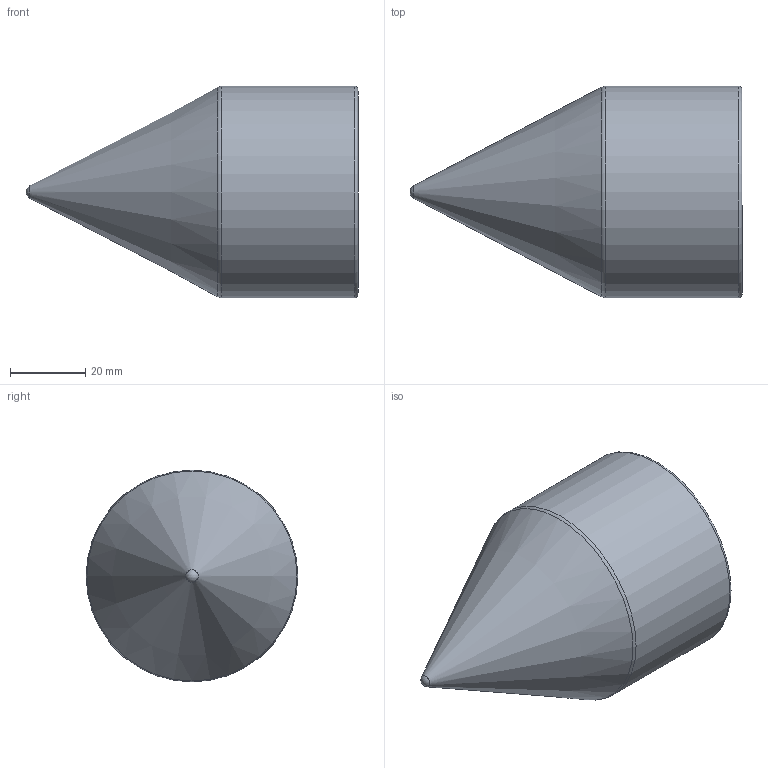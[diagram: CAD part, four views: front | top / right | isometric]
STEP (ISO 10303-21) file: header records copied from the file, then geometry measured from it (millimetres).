
FILE_DESCRIPTION(/* description */ ('Schutzkappe'),/* implementation_level */ '2;1');
FILE_NAME(/* name */ 'SHG56PVC-RST.stp',/* time_stamp */ '2021-03-04T11:54:16+01:00',/* author */ ('sl'),/* organization */ (''),/* preprocessor_version */ 'ST-DEVELOPER v16.5',/* originating_system */ 'Autodesk Inventor 2017',/* authorisation */ '');
FILE_SCHEMA (('AUTOMOTIVE_DESIGN { 1 0 10303 214 3 1 1 }'));
Length unit declared in the file: millimetre
Products named in the file (1): SHG56PVC
Bounding box: 87.99 x 56.1 x 56.1 mm (x, y, z)
Volume: 16908.7 mm3; surface area: 22771.7 mm2
Topology: 1 solids, 1 shells, 10 faces, 16 edges, 9 vertices
Faces by surface type: torus 3, cylinder 2, cone 2, sphere 2, plane 1
Full cylindrical faces by diameter (mm): 53.1 x1, 56.1 x1
Entity records: 224 total; most frequent: DIRECTION 40, CARTESIAN_POINT 29, AXIS2_PLACEMENT_3D 20, EDGE_LOOP 18, ORIENTED_EDGE 18, FACE_OUTER_BOUND 10, ADVANCED_FACE 10, CIRCLE 9
